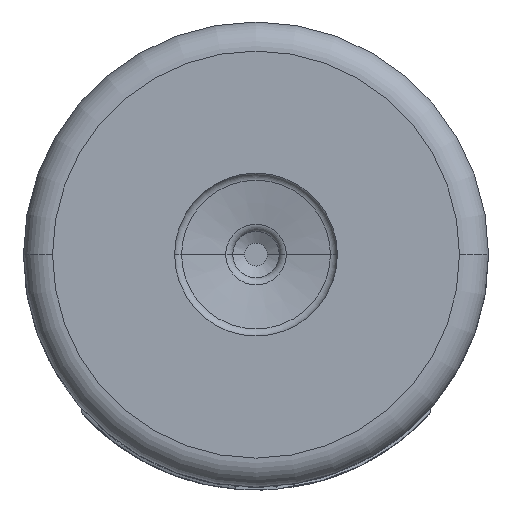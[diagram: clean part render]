
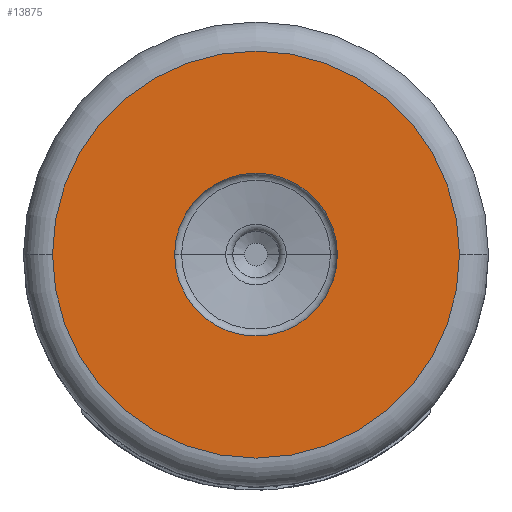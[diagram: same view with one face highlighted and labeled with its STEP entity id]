
A CAD part, front view. The second image highlights one B-rep face of the part: STEP entity #13875.
In plain terms, the highlighted planar face has unit normal (0, -1, 0).
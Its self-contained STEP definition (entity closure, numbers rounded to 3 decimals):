
#1938=CARTESIAN_POINT('',(0.,-4.,0.));
#1939=DIRECTION('',(0.,-1.,0.));
#1940=DIRECTION('',(1.,0.,0.));
#1941=AXIS2_PLACEMENT_3D('',#1938,#1939,#1940);
#1953=CARTESIAN_POINT('',(0.,-4.,0.));
#1954=DIRECTION('',(0.,-1.,0.));
#1955=DIRECTION('',(-1.,0.,0.));
#1956=AXIS2_PLACEMENT_3D('',#1953,#1954,#1955);
#1958=CARTESIAN_POINT('',(0.,-4.,0.));
#1959=DIRECTION('',(0.,-1.,0.));
#1960=DIRECTION('',(1.,0.,0.));
#1961=AXIS2_PLACEMENT_3D('',#1958,#1959,#1960);
#1963=CARTESIAN_POINT('',(0.,-4.,0.));
#1964=DIRECTION('',(0.,-1.,0.));
#1965=DIRECTION('',(-1.,0.,0.));
#1966=AXIS2_PLACEMENT_3D('',#1963,#1964,#1965);
#11799=CARTESIAN_POINT('',(-1.4,-4.,0.));
#11800=CARTESIAN_POINT('',(1.4,-4.,0.));
#11801=VERTEX_POINT('',#11799);
#11802=VERTEX_POINT('',#11800);
#11803=CARTESIAN_POINT('',(3.5,-4.,0.));
#11804=CARTESIAN_POINT('',(-3.5,-4.,0.));
#11805=VERTEX_POINT('',#11803);
#11806=VERTEX_POINT('',#11804);
#13859=CARTESIAN_POINT('',(0.,-4.,0.));
#13860=DIRECTION('',(0.,1.,0.));
#13861=DIRECTION('',(1.,0.,0.));
#13862=AXIS2_PLACEMENT_3D('',#13859,#13860,#13861);
#13863=PLANE('',#13862);
#13864=ORIENTED_EDGE('',*,*,#13849,.F.);
#13866=ORIENTED_EDGE('',*,*,#13865,.F.);
#13867=EDGE_LOOP('',(#13864,#13866));
#13868=FACE_OUTER_BOUND('',#13867,.F.);
#13870=ORIENTED_EDGE('',*,*,#13869,.T.);
#13872=ORIENTED_EDGE('',*,*,#13871,.T.);
#13873=EDGE_LOOP('',(#13870,#13872));
#13874=FACE_BOUND('',#13873,.F.);
#13875=ADVANCED_FACE('',(#13868,#13874),#13863,.F.);
#1942=CIRCLE('',#1941,3.5);
#1957=CIRCLE('',#1956,1.4);
#1962=CIRCLE('',#1961,1.4);
#1967=CIRCLE('',#1966,3.5);
#13849=EDGE_CURVE('',#11805,#11806,#1942,.T.);
#13865=EDGE_CURVE('',#11806,#11805,#1967,.T.);
#13869=EDGE_CURVE('',#11801,#11802,#1957,.T.);
#13871=EDGE_CURVE('',#11802,#11801,#1962,.T.);
